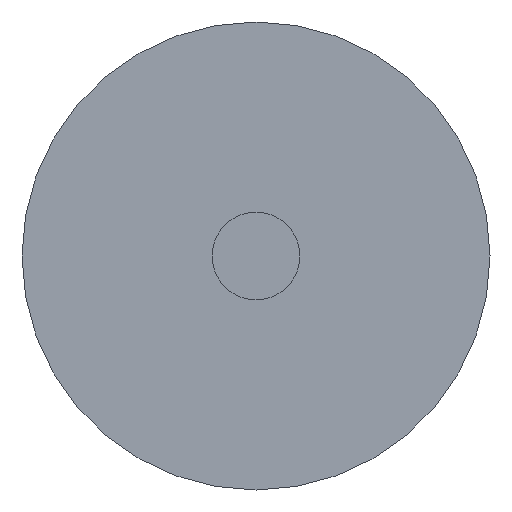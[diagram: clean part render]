
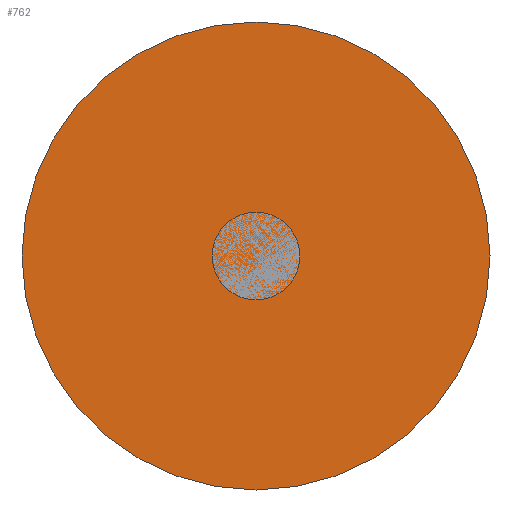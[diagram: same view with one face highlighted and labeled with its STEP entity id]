
A CAD part, left-side view. The second image highlights one B-rep face of the part: STEP entity #762.
In plain terms, the highlighted face is planar.
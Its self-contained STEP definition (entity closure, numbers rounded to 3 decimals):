
#684 = CONICAL_SURFACE('',#685,1.6,0.983);
#685 = AXIS2_PLACEMENT_3D('',#686,#687,#688);
#686 = CARTESIAN_POINT('',(0.,0.,0.));
#687 = DIRECTION('',(-0.,-0.,-1.));
#688 = DIRECTION('',(1.,0.,-0.));
#709 = VERTEX_POINT('',#710);
#710 = CARTESIAN_POINT('',(1.6,0.,0.));
#731 = EDGE_CURVE('',#709,#709,#732,.T.);
#732 = SURFACE_CURVE('',#733,(#738,#745),.PCURVE_S1.);
#733 = CIRCLE('',#734,1.6);
#734 = AXIS2_PLACEMENT_3D('',#735,#736,#737);
#735 = CARTESIAN_POINT('',(0.,0.,0.));
#736 = DIRECTION('',(0.,0.,1.));
#737 = DIRECTION('',(1.,0.,-0.));
#738 = PCURVE('',#684,#739);
#739 = DEFINITIONAL_REPRESENTATION('',(#740),#744);
#740 = LINE('',#741,#742);
#741 = CARTESIAN_POINT('',(-0.,-0.));
#742 = VECTOR('',#743,1.);
#743 = DIRECTION('',(-1.,-0.));
#744 = ( GEOMETRIC_REPRESENTATION_CONTEXT(2) 
PARAMETRIC_REPRESENTATION_CONTEXT() REPRESENTATION_CONTEXT('2D SPACE',''
  ) );
#745 = PCURVE('',#746,#751);
#746 = PLANE('',#747);
#747 = AXIS2_PLACEMENT_3D('',#748,#749,#750);
#748 = CARTESIAN_POINT('',(0.,0.,0.));
#749 = DIRECTION('',(0.,0.,1.));
#750 = DIRECTION('',(1.,0.,-0.));
#751 = DEFINITIONAL_REPRESENTATION('',(#752),#756);
#752 = CIRCLE('',#753,1.6);
#753 = AXIS2_PLACEMENT_2D('',#754,#755);
#754 = CARTESIAN_POINT('',(0.,0.));
#755 = DIRECTION('',(1.,0.));
#756 = ( GEOMETRIC_REPRESENTATION_CONTEXT(2) 
PARAMETRIC_REPRESENTATION_CONTEXT() REPRESENTATION_CONTEXT('2D SPACE',''
  ) );
#762 = ADVANCED_FACE('',(#763),#746,.F.);
#763 = FACE_BOUND('',#764,.T.);
#764 = EDGE_LOOP('',(#765));
#765 = ORIENTED_EDGE('',*,*,#731,.F.);
